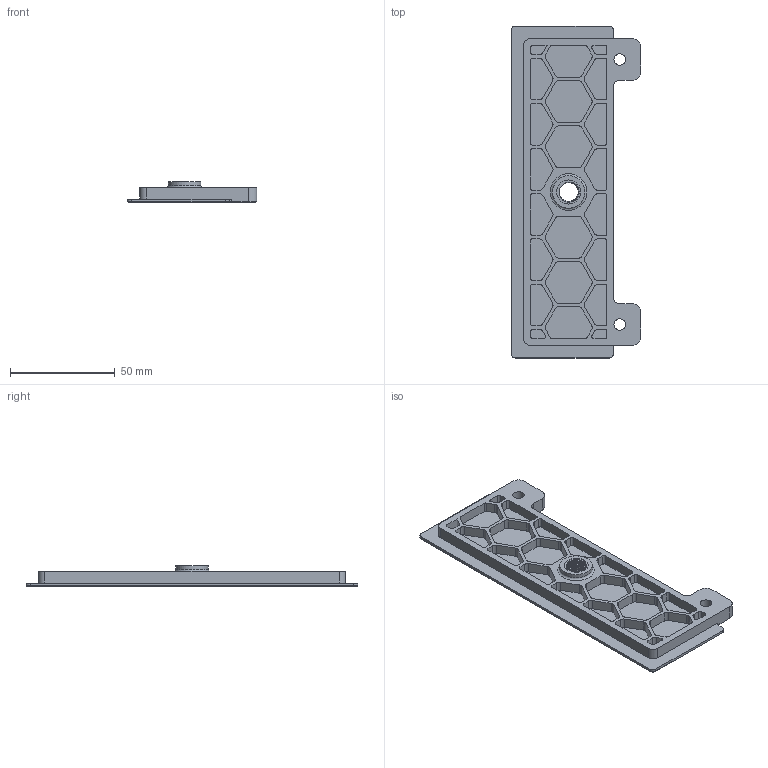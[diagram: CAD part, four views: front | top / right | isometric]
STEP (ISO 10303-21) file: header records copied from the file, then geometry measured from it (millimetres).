
FILE_DESCRIPTION(/* description */ (''),/* implementation_level */ '2;1');
FILE_NAME(/* name */ 'Exhaust_cover.step',/* time_stamp */ '2021-12-16T08:59:24+00:00',/* author */ (''),/* organization */ (''),/* preprocessor_version */ 'ST-DEVELOPER v18.1',/* originating_system */ 'Autodesk Translation Framework v10.10.0.1391',/* authorisation */ '');
FILE_SCHEMA (('AUTOMOTIVE_DESIGN { 1 0 10303 214 3 1 1 }'));
Length unit declared in the file: millimetre
Products named in the file (1): Exhaust_cover
Bounding box: 61.8 x 158.6 x 10 mm (x, y, z)
Volume: 31411.8 mm3; surface area: 25316.4 mm2
Topology: 1 solids, 1 shells, 336 faces, 919 edges, 609 vertices
Faces by surface type: plane 164, cylinder 152, cone 15, bspline 4, torus 1
Full cylindrical faces by diameter (mm): 5.5 x2, 9.1 x9, 9.928 x10, 11.5 x1, 15.5 x1
Entity records: 22094 total; most frequent: CARTESIAN_POINT 13382, ORIENTED_EDGE 1838, DIRECTION 1797, EDGE_CURVE 919, AXIS2_PLACEMENT_3D 615, VERTEX_POINT 609, LINE 567, VECTOR 567
